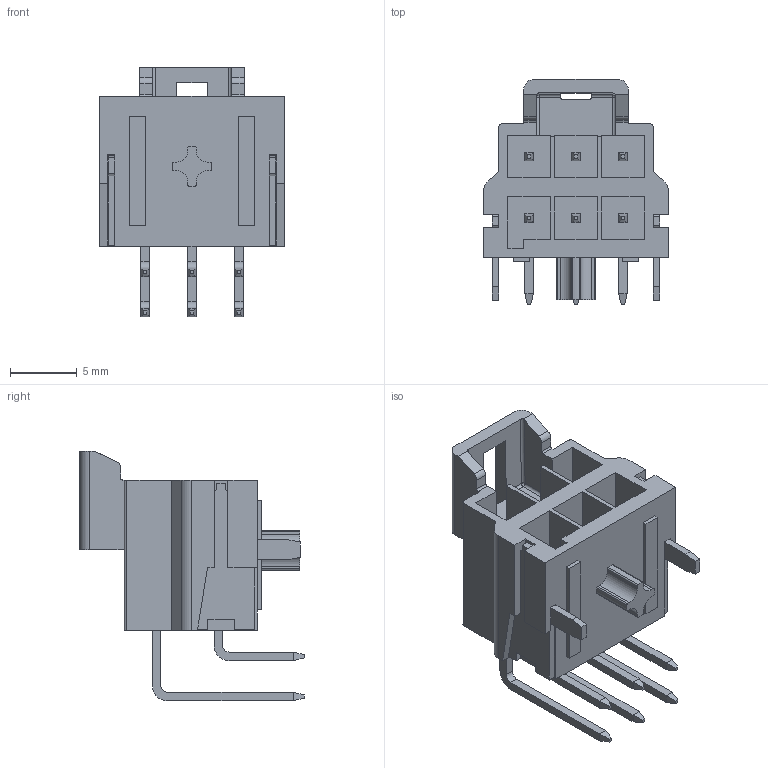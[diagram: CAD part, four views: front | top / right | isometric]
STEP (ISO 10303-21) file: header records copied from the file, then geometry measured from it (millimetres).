
FILE_DESCRIPTION((''),'2;1');
FILE_NAME('1723163206','2020-01-16T',('gga'),(''),'PRO/ENGINEER BY PARAMETRIC TECHNOLOGY CORPORATION, 2016010','PRO/ENGINEER BY PARAMETRIC TECHNOLOGY CORPORATION, 2016010','');
FILE_SCHEMA(('CONFIG_CONTROL_DESIGN'));
Length unit declared in the file: millimetre
Products named in the file (1): 1723163206
Bounding box: 13.8 x 16.76 x 18.63 mm (x, y, z)
Volume: 1003.2 mm3; surface area: 2014.7 mm2
Topology: 1 solids, 1 shells, 437 faces, 1214 edges, 796 vertices
Faces by surface type: plane 331, cylinder 104, sphere 2
Entity records: 13862 total; most frequent: CARTESIAN_POINT 2442, ORIENTED_EDGE 2392, DIRECTION 2310, EDGE_CURVE 1196, VECTOR 986, LINE 986, VERTEX_POINT 778, AXIS2_PLACEMENT_3D 662
